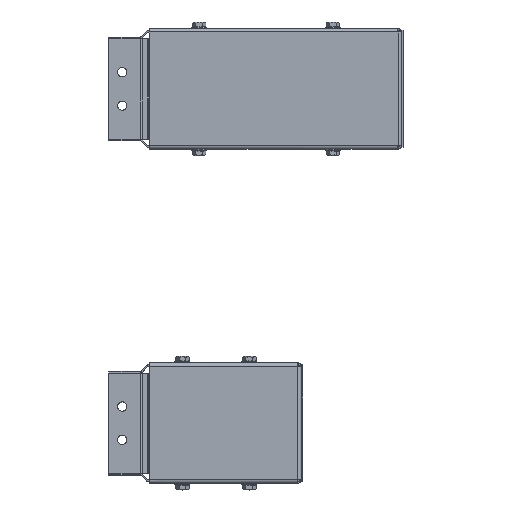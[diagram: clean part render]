
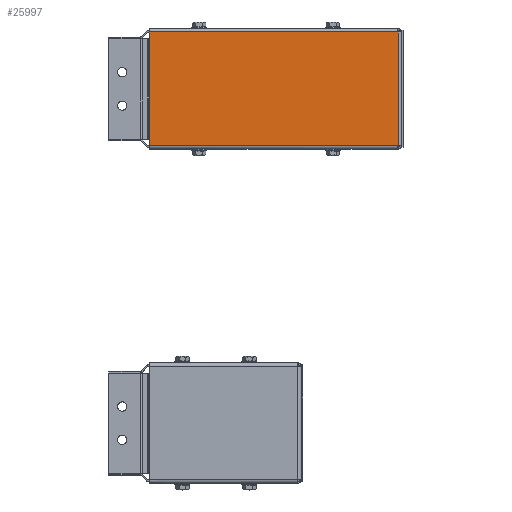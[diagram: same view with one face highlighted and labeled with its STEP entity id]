
A CAD part, top view. The second image highlights one B-rep face of the part: STEP entity #25997.
In plain terms, the highlighted planar face has unit normal (0, 0, 1).
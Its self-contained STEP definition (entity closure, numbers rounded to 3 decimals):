
#25517=CARTESIAN_POINT('',(0.,34.,54.0));
#25518=VERTEX_POINT('',#25517);
#25526=CARTESIAN_POINT('',(149.0,34.0,54.0));
#25527=VERTEX_POINT('',#25526);
#25528=CARTESIAN_POINT('',(149.0,34.0,54.0));
#25529=DIRECTION('',(-1.0,0.0,0.0));
#25530=VECTOR('',#25529,149.0);
#25531=LINE('',#25528,#25530);
#25532=EDGE_CURVE('',#25527,#25518,#25531,.T.);
#25923=CARTESIAN_POINT('',(149.0,-34.,54.0));
#25924=VERTEX_POINT('',#25923);
#25925=CARTESIAN_POINT('',(149.0,-34.,54.0));
#25926=DIRECTION('',(0.0,1.0,0.0));
#25927=VECTOR('',#25926,68.);
#25928=LINE('',#25925,#25927);
#25929=EDGE_CURVE('',#25924,#25527,#25928,.T.);
#25974=CARTESIAN_POINT('',(75.5,0.,54.0));
#25975=DIRECTION('',(0.0,0.0,1.0));
#25976=DIRECTION('',(1.0,0.0,0.0));
#25977=AXIS2_PLACEMENT_3D('',#25974,#25975,#25976);
#25978=PLANE('',#25977);
#25979=ORIENTED_EDGE('',*,*,#25532,.T.);
#25980=CARTESIAN_POINT('',(0.,-34.0,54.0));
#25981=VERTEX_POINT('',#25980);
#25982=CARTESIAN_POINT('',(0.0,-34.0,54.0));
#25983=DIRECTION('',(0.0,1.0,0.0));
#25984=VECTOR('',#25983,68.);
#25985=LINE('',#25982,#25984);
#25986=EDGE_CURVE('',#25981,#25518,#25985,.T.);
#25987=ORIENTED_EDGE('',*,*,#25986,.F.);
#25988=CARTESIAN_POINT('',(0.0,-34.,54.0));
#25989=DIRECTION('',(1.0,0.0,0.0));
#25990=VECTOR('',#25989,149.0);
#25991=LINE('',#25988,#25990);
#25992=EDGE_CURVE('',#25981,#25924,#25991,.T.);
#25993=ORIENTED_EDGE('',*,*,#25992,.T.);
#25994=ORIENTED_EDGE('',*,*,#25929,.T.);
#25995=EDGE_LOOP('',(#25979,#25987,#25993,#25994));
#25996=FACE_OUTER_BOUND('',#25995,.T.);
#25997=ADVANCED_FACE('',(#25996),#25978,.T.);
